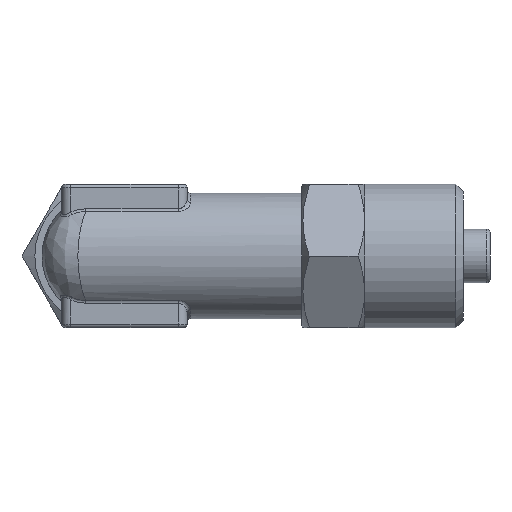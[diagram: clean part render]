
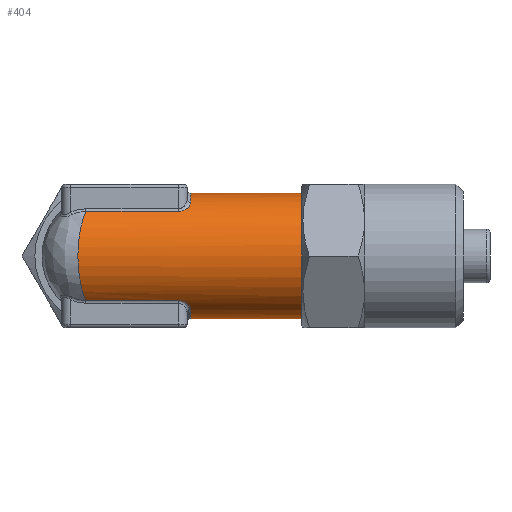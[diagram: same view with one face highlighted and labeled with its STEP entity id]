
A CAD part, left-side view. The second image highlights one B-rep face of the part: STEP entity #404.
In plain terms, the highlighted cylindrical face has radius 3.5 mm (diameter 7 mm), a partial arc.
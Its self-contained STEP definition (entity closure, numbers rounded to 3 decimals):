
#24 = EDGE_LOOP ( 'NONE', ( #130, #138, #129, #139, #95, #136, #132, #146, #76, #77 ) ) ;
#76 = ORIENTED_EDGE ( 'NONE', *, *, #2066, .T. ) ;
#77 = ORIENTED_EDGE ( 'NONE', *, *, #297, .T. ) ;
#95 = ORIENTED_EDGE ( 'NONE', *, *, #5258, .T. ) ;
#129 = ORIENTED_EDGE ( 'NONE', *, *, #5208, .T. ) ;
#130 = ORIENTED_EDGE ( 'NONE', *, *, #2064, .F. ) ;
#132 = ORIENTED_EDGE ( 'NONE', *, *, #5222, .T. ) ;
#136 = ORIENTED_EDGE ( 'NONE', *, *, #5227, .T. ) ;
#138 = ORIENTED_EDGE ( 'NONE', *, *, #5197, .T. ) ;
#139 = ORIENTED_EDGE ( 'NONE', *, *, #5205, .T. ) ;
#146 = ORIENTED_EDGE ( 'NONE', *, *, #5287, .T. ) ;
#297 = EDGE_CURVE ( 'NONE', #2323, #2341, #530, .T. ) ;
#404 = ADVANCED_FACE ( 'NONE', ( #2453 ), #2454, .T. ) ;
#478 =( BOUNDED_CURVE ( )  B_SPLINE_CURVE ( 3, ( #5077, #5078, #5079, #5080 ),
 .UNSPECIFIED., .F., .T. ) 
 B_SPLINE_CURVE_WITH_KNOTS ( ( 4, 4 ),
 ( 5.492, 7.074 ),
 .UNSPECIFIED. ) 
 CURVE ( )  GEOMETRIC_REPRESENTATION_ITEM ( )  RATIONAL_B_SPLINE_CURVE ( ( 1., 0.802, 0.802, 1. ) ) 
 REPRESENTATION_ITEM ( '' )  );
#512 = VECTOR ( 'NONE', #3585, 1000. ) ;
#529 = AXIS2_PLACEMENT_3D ( 'NONE', #2622, #2623, #2624 ) ;
#530 = CIRCLE ( 'NONE', #529, 3.5 ) ;
#652 = AXIS2_PLACEMENT_3D ( 'NONE', #3061, #3062, #3063 ) ;
#782 = VECTOR ( 'NONE', #3590, 1000. ) ;
#1026 = CIRCLE ( 'NONE', #1027, 3.5 ) ;
#1027 = AXIS2_PLACEMENT_3D ( 'NONE', #4858, #4859, #4860 ) ;
#1038 = VECTOR ( 'NONE', #4887, 1000. ) ;
#1060 = VECTOR ( 'NONE', #4977, 1000. ) ;
#1126 = CIRCLE ( 'NONE', #1129, 3.5 ) ;
#1129 = AXIS2_PLACEMENT_3D ( 'NONE', #5156, #5157, #5158 ) ;
#1469 = VERTEX_POINT ( 'NONE', #3363 ) ;
#1478 = VERTEX_POINT ( 'NONE', #3372 ) ;
#1479 = VERTEX_POINT ( 'NONE', #3373 ) ;
#1485 = VERTEX_POINT ( 'NONE', #3379 ) ;
#1486 = VERTEX_POINT ( 'NONE', #3380 ) ;
#1540 = VERTEX_POINT ( 'NONE', #3434 ) ;
#2064 = EDGE_CURVE ( 'NONE', #2333, #2341, #2530, .T. ) ;
#2066 = EDGE_CURVE ( 'NONE', #2291, #2323, #2531, .T. ) ;
#2291 = VERTEX_POINT ( 'NONE', #4761 ) ;
#2323 = VERTEX_POINT ( 'NONE', #4793 ) ;
#2333 = VERTEX_POINT ( 'NONE', #4803 ) ;
#2341 = VERTEX_POINT ( 'NONE', #4811 ) ;
#2453 = FACE_OUTER_BOUND ( 'NONE', #24, .T. ) ;
#2454 = CYLINDRICAL_SURFACE ( 'NONE', #652, 3.5 ) ;
#2530 = LINE ( 'NONE', #3584, #512 ) ;
#2531 = LINE ( 'NONE', #3589, #782 ) ;
#2622 = CARTESIAN_POINT ( 'NONE',  ( 0., -11., 0. ) ) ;
#2623 = DIRECTION ( 'NONE',  ( 0., 1., 0. ) ) ;
#2624 = DIRECTION ( 'NONE',  ( -1., 0., 0. ) ) ;
#3061 = CARTESIAN_POINT ( 'NONE',  ( 0., 0., 0. ) ) ;
#3062 = DIRECTION ( 'NONE',  ( 0., -1., 0. ) ) ;
#3063 = DIRECTION ( 'NONE',  ( 0., 0., -1. ) ) ;
#3363 = CARTESIAN_POINT ( 'NONE',  ( -2.462, 1.055, -2.488 ) ) ;
#3372 = CARTESIAN_POINT ( 'NONE',  ( -2.462, -4.1, 2.488 ) ) ;
#3373 = CARTESIAN_POINT ( 'NONE',  ( -2.462, -4.1, -2.488 ) ) ;
#3379 = CARTESIAN_POINT ( 'NONE',  ( -1.799, -4.8, -3.002 ) ) ;
#3380 = CARTESIAN_POINT ( 'NONE',  ( -1.799, -4.8, 3.002 ) ) ;
#3434 = CARTESIAN_POINT ( 'NONE',  ( -2.462, 1.055, 2.488 ) ) ;
#3584 = CARTESIAN_POINT ( 'NONE',  ( 0., 0., 3.5 ) ) ;
#3585 = DIRECTION ( 'NONE',  ( 0., -1., 0. ) ) ;
#3589 = CARTESIAN_POINT ( 'NONE',  ( 0., 0., -3.5 ) ) ;
#3590 = DIRECTION ( 'NONE',  ( 0., -1., 0. ) ) ;
#4028 = LINE ( 'NONE', #4886, #1038 ) ;
#4041 = LINE ( 'NONE', #4976, #1060 ) ;
#4761 = CARTESIAN_POINT ( 'NONE',  ( 0., -4.8, -3.5 ) ) ;
#4793 = CARTESIAN_POINT ( 'NONE',  ( 0., -11., -3.5 ) ) ;
#4803 = CARTESIAN_POINT ( 'NONE',  ( 0., -4.8, 3.5 ) ) ;
#4811 = CARTESIAN_POINT ( 'NONE',  ( 0., -11., 3.5 ) ) ;
#4858 = CARTESIAN_POINT ( 'NONE',  ( 0., -4.8, 0. ) ) ;
#4859 = DIRECTION ( 'NONE',  ( 0., -1., 0. ) ) ;
#4860 = DIRECTION ( 'NONE',  ( 0., 0., 1. ) ) ;
#4886 = CARTESIAN_POINT ( 'NONE',  ( -2.462, 0., 2.488 ) ) ;
#4887 = DIRECTION ( 'NONE',  ( 0., 1., 0. ) ) ;
#4897 = CARTESIAN_POINT ( 'NONE',  ( -1.799, -4.8, 3.002 ) ) ;
#4898 = CARTESIAN_POINT ( 'NONE',  ( -1.886, -4.8, 2.95 ) ) ;
#4899 = CARTESIAN_POINT ( 'NONE',  ( -1.968, -4.783, 2.896 ) ) ;
#4900 = CARTESIAN_POINT ( 'NONE',  ( -2.122, -4.718, 2.785 ) ) ;
#4901 = CARTESIAN_POINT ( 'NONE',  ( -2.192, -4.671, 2.73 ) ) ;
#4902 = CARTESIAN_POINT ( 'NONE',  ( -2.314, -4.549, 2.627 ) ) ;
#4903 = CARTESIAN_POINT ( 'NONE',  ( -2.366, -4.475, 2.58 ) ) ;
#4904 = CARTESIAN_POINT ( 'NONE',  ( -2.44, -4.3, 2.51 ) ) ;
#4905 = CARTESIAN_POINT ( 'NONE',  ( -2.462, -4.202, 2.488 ) ) ;
#4906 = CARTESIAN_POINT ( 'NONE',  ( -2.462, -4.1, 2.488 ) ) ;
#4947 = CARTESIAN_POINT ( 'NONE',  ( -2.462, -4.1, -2.488 ) ) ;
#4948 = CARTESIAN_POINT ( 'NONE',  ( -2.462, -4.201, -2.488 ) ) ;
#4949 = CARTESIAN_POINT ( 'NONE',  ( -2.44, -4.3, -2.51 ) ) ;
#4950 = CARTESIAN_POINT ( 'NONE',  ( -2.367, -4.473, -2.579 ) ) ;
#4951 = CARTESIAN_POINT ( 'NONE',  ( -2.315, -4.548, -2.626 ) ) ;
#4952 = CARTESIAN_POINT ( 'NONE',  ( -2.193, -4.67, -2.729 ) ) ;
#4953 = CARTESIAN_POINT ( 'NONE',  ( -2.123, -4.717, -2.784 ) ) ;
#4954 = CARTESIAN_POINT ( 'NONE',  ( -1.968, -4.783, -2.896 ) ) ;
#4955 = CARTESIAN_POINT ( 'NONE',  ( -1.886, -4.8, -2.95 ) ) ;
#4956 = CARTESIAN_POINT ( 'NONE',  ( -1.799, -4.8, -3.002 ) ) ;
#4976 = CARTESIAN_POINT ( 'NONE',  ( -2.462, 0., -2.488 ) ) ;
#4977 = DIRECTION ( 'NONE',  ( 0., -1., 0. ) ) ;
#5077 = CARTESIAN_POINT ( 'NONE',  ( -2.462, 1.055, 2.488 ) ) ;
#5078 = CARTESIAN_POINT ( 'NONE',  ( -3.932, 1.685, 1.034 ) ) ;
#5079 = CARTESIAN_POINT ( 'NONE',  ( -3.932, 1.685, -1.034 ) ) ;
#5080 = CARTESIAN_POINT ( 'NONE',  ( -2.462, 1.055, -2.488 ) ) ;
#5156 = CARTESIAN_POINT ( 'NONE',  ( 0., -4.8, 0. ) ) ;
#5157 = DIRECTION ( 'NONE',  ( 0., -1., 0. ) ) ;
#5158 = DIRECTION ( 'NONE',  ( 0., 0., 1. ) ) ;
#5197 = EDGE_CURVE ( 'NONE', #2333, #1486, #1026, .T. ) ;
#5205 = EDGE_CURVE ( 'NONE', #1478, #1540, #4028, .T. ) ;
#5208 = EDGE_CURVE ( 'NONE', #1486, #1478, #5305, .T. ) ;
#5222 = EDGE_CURVE ( 'NONE', #1479, #1485, #5313, .T. ) ;
#5227 = EDGE_CURVE ( 'NONE', #1469, #1479, #4041, .T. ) ;
#5258 = EDGE_CURVE ( 'NONE', #1540, #1469, #478, .T. ) ;
#5287 = EDGE_CURVE ( 'NONE', #1485, #2291, #1126, .T. ) ;
#5305 = B_SPLINE_CURVE_WITH_KNOTS ( 'NONE', 3,
 ( #4897, #4898, #4899, #4900, #4901, #4902, #4903, #4904, #4905, #4906 ),
 .UNSPECIFIED., .F., .F.,
 ( 4, 2, 2, 2, 4 ),
 ( 0., 0., 0.001, 0.001, 0.001 ),
 .UNSPECIFIED. ) ;
#5313 = B_SPLINE_CURVE_WITH_KNOTS ( 'NONE', 3,
 ( #4947, #4948, #4949, #4950, #4951, #4952, #4953, #4954, #4955, #4956 ),
 .UNSPECIFIED., .F., .F.,
 ( 4, 2, 2, 2, 4 ),
 ( 0., 0., 0.001, 0.001, 0.001 ),
 .UNSPECIFIED. ) ;
